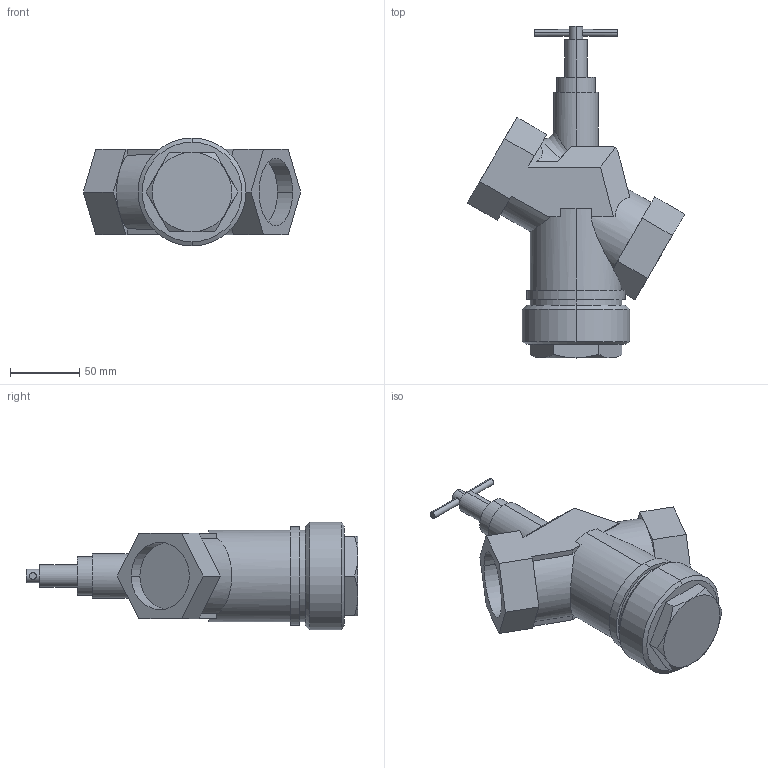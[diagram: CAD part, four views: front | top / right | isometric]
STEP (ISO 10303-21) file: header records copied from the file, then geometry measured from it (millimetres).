
FILE_DESCRIPTION (( 'STEP AP214' ), '1' );
FILE_NAME ('SC213-40A.STEP', '2025-06-17T00:23:35', ( '' ), ( '' ), 'SwSTEP 2.0', 'SolidWorks 2023', '' );
FILE_SCHEMA (( 'AUTOMOTIVE_DESIGN' ));
Length unit declared in the file: millimetre
Products named in the file (1): SC213-40A
Bounding box: 157.04 x 240 x 78 mm (x, y, z)
Volume: 791887.6 mm3; surface area: 69955.2 mm2
Topology: 1 solids, 1 shells, 104 faces, 258 edges, 166 vertices
Faces by surface type: plane 62, cylinder 31, cone 10, bspline 1
Entity records: 3617 total; most frequent: CARTESIAN_POINT 1187, ORIENTED_EDGE 516, DIRECTION 489, EDGE_CURVE 258, AXIS2_PLACEMENT_3D 180, VERTEX_POINT 166, VECTOR 129, LINE 129
